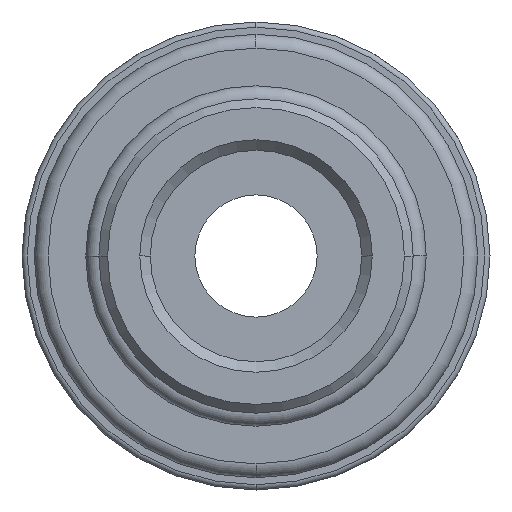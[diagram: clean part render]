
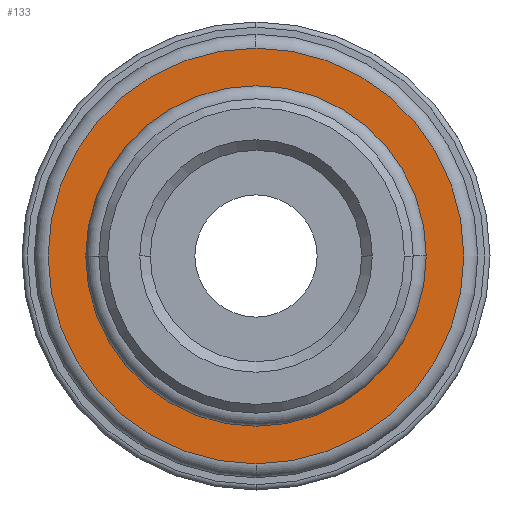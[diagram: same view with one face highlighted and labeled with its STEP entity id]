
A CAD part, front view. The second image highlights one B-rep face of the part: STEP entity #133.
In plain terms, the highlighted planar face has unit normal (0, -1, 0).
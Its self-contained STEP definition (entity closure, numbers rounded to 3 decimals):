
#133=ADVANCED_FACE('',(#331,#332),#333,.T.);
#331=FACE_BOUND('',#602,.T.);
#332=FACE_OUTER_BOUND('',#603,.T.);
#333=PLANE('',#604);
#602=EDGE_LOOP('',(#938,#939,#940));
#603=EDGE_LOOP('',(#941,#942,#943));
#604=AXIS2_PLACEMENT_3D('',#944,#945,#946);
#938=ORIENTED_EDGE('',*,*,#1566,.T.);
#939=ORIENTED_EDGE('',*,*,#1598,.T.);
#940=ORIENTED_EDGE('',*,*,#1567,.T.);
#941=ORIENTED_EDGE('',*,*,#1589,.F.);
#942=ORIENTED_EDGE('',*,*,#1588,.F.);
#943=ORIENTED_EDGE('',*,*,#1599,.F.);
#944=CARTESIAN_POINT('',(10.45,2.5,0.0));
#945=DIRECTION('',(-0.0,-1.0,-0.0));
#946=DIRECTION('',(-1.0,0.0,0.0));
#1566=EDGE_CURVE('',#1865,#1863,#1866,.T.);
#1567=EDGE_CURVE('',#1867,#1865,#1868,.T.);
#1588=EDGE_CURVE('',#1901,#1904,#1905,.T.);
#1589=EDGE_CURVE('',#1904,#1906,#1907,.T.);
#1598=EDGE_CURVE('',#1863,#1867,#1920,.T.);
#1599=EDGE_CURVE('',#1906,#1901,#1921,.T.);
#1863=VERTEX_POINT('',#2258);
#1865=VERTEX_POINT('',#2260);
#1866=CIRCLE('',#2261,9.75);
#1867=VERTEX_POINT('',#2262);
#1868=CIRCLE('',#2263,9.75);
#1901=VERTEX_POINT('',#2300);
#1904=VERTEX_POINT('',#2303);
#1905=CIRCLE('',#2304,11.9);
#1906=VERTEX_POINT('',#2305);
#1907=CIRCLE('',#2306,11.9);
#1920=CIRCLE('',#2321,9.75);
#1921=CIRCLE('',#2322,11.9);
#2258=CARTESIAN_POINT('',(9.75,2.5,0.));
#2260=CARTESIAN_POINT('',(0.,2.5,9.75));
#2261=AXIS2_PLACEMENT_3D('',#2684,#2685,#2686);
#2262=CARTESIAN_POINT('',(-9.75,2.5,0.));
#2263=AXIS2_PLACEMENT_3D('',#2687,#2688,#2689);
#2300=CARTESIAN_POINT('',(0.,2.5,11.9));
#2303=CARTESIAN_POINT('',(11.9,2.5,0.0));
#2304=AXIS2_PLACEMENT_3D('',#2730,#2731,#2732);
#2305=CARTESIAN_POINT('',(0.,2.5,-11.9));
#2306=AXIS2_PLACEMENT_3D('',#2733,#2734,#2735);
#2321=AXIS2_PLACEMENT_3D('',#2750,#2751,#2752);
#2322=AXIS2_PLACEMENT_3D('',#2753,#2754,#2755);
#2684=CARTESIAN_POINT('',(0.0,2.5,0.0));
#2685=DIRECTION('',(0.0,1.0,0.0));
#2686=DIRECTION('',(0.0,0.0,-1.0));
#2687=CARTESIAN_POINT('',(0.0,2.5,0.0));
#2688=DIRECTION('',(0.0,1.0,0.0));
#2689=DIRECTION('',(0.0,0.0,-1.0));
#2730=CARTESIAN_POINT('',(0.0,2.5,0.0));
#2731=DIRECTION('',(-0.0,1.0,0.0));
#2732=DIRECTION('',(1.0,0.0,0.0));
#2733=CARTESIAN_POINT('',(0.0,2.5,0.0));
#2734=DIRECTION('',(-0.0,1.0,0.0));
#2735=DIRECTION('',(1.0,0.0,0.0));
#2750=CARTESIAN_POINT('',(0.0,2.5,0.0));
#2751=DIRECTION('',(0.0,1.0,0.0));
#2752=DIRECTION('',(0.0,0.0,-1.0));
#2753=CARTESIAN_POINT('',(0.0,2.5,0.0));
#2754=DIRECTION('',(-0.0,1.0,0.0));
#2755=DIRECTION('',(1.0,0.0,0.0));
